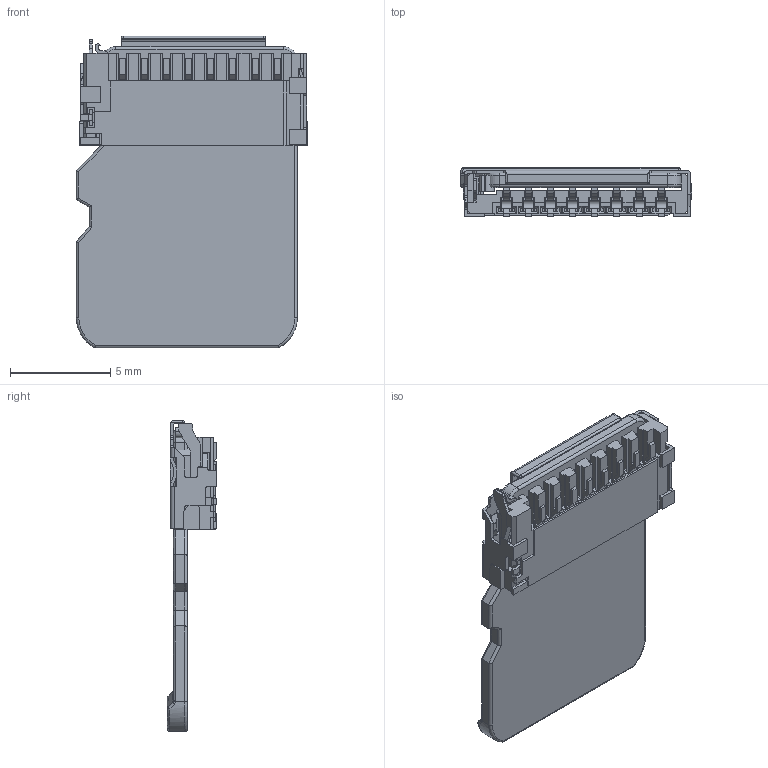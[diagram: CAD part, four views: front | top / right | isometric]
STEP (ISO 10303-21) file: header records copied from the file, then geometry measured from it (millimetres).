
FILE_DESCRIPTION (( 'STEP AP214' ), '1' );
FILE_NAME ('47571-0001-with-sdcard.STEP', '2024-02-10T13:30:14', ( '' ), ( '' ), 'SwSTEP 2.0', 'SolidWorks 2021', '' );
FILE_SCHEMA (( 'AUTOMOTIVE_DESIGN' ));
Length unit declared in the file: millimetre
Products named in the file (3): 47571-0001-with-sdcard; microsd; 47571-0001
Assembly tree (2 placements, depth 2):
  47571-0001-with-sdcard
    47571-0001
    microsd
Bounding box: 11.54 x 2.45 x 15.51 mm (x, y, z)
Volume: 166.4 mm3; surface area: 789.8 mm2
Topology: 2 solids, 2 shells, 735 faces, 2195 edges, 1415 vertices
Faces by surface type: plane 584, cylinder 129, torus 10, bspline 6, sphere 5, cone 1
Entity records: 30398 total; most frequent: CARTESIAN_POINT 4616, ORIENTED_EDGE 4380, DIRECTION 3858, EDGE_CURVE 2190, VECTOR 1900, LINE 1900, VERTEX_POINT 1415, AXIS2_PLACEMENT_3D 979
